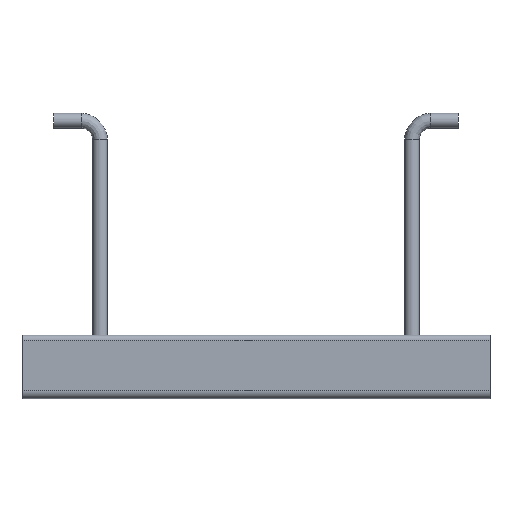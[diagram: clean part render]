
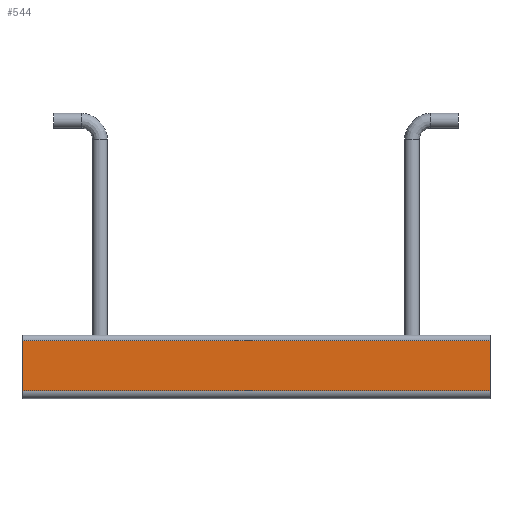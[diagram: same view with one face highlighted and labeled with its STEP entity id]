
A CAD part, front view. The second image highlights one B-rep face of the part: STEP entity #544.
In plain terms, the highlighted planar face has unit normal (0, -1, 0).
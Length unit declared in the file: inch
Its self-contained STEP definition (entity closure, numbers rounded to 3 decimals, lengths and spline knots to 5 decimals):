
#432=EDGE_CURVE('',#1056,#1057,#1058,.T.);
#478=EDGE_CURVE('',#982,#1056,#1129,.T.);
#544=ADVANCED_FACE('',(#1224),#1225,.T.);
#632=EDGE_CURVE('',#1351,#1057,#1352,.T.);
#808=EDGE_CURVE('',#1351,#982,#1560,.T.);
#982=VERTEX_POINT('',#1806);
#1056=VERTEX_POINT('',#1935);
#1057=VERTEX_POINT('',#1936);
#1058=LINE('',#1937,#1938);
#1129=LINE('',#2068,#2069);
#1224=FACE_OUTER_BOUND('',#2303,.T.);
#1225=PLANE('',#2304);
#1351=VERTEX_POINT('',#2605);
#1352=LINE('',#2606,#2607);
#1560=LINE('',#3026,#3027);
#1806=CARTESIAN_POINT('',(12.0,0.0,1.29001));
#1935=CARTESIAN_POINT('',(0.0,0.0,1.29001));
#1936=CARTESIAN_POINT('',(0.0,0.0,0.));
#1937=CARTESIAN_POINT('',(0.0,0.0,0.));
#1938=VECTOR('',#3501,1.0);
#2068=CARTESIAN_POINT('',(12.0,0.0,1.29001));
#2069=VECTOR('',#3578,1.);
#2303=EDGE_LOOP('',(#3673,#3674,#3675,#3676));
#2304=AXIS2_PLACEMENT_3D('',#3677,#3678,#3679);
#2605=CARTESIAN_POINT('',(12.0,0.0,0.));
#2606=CARTESIAN_POINT('',(12.0,0.0,0.));
#2607=VECTOR('',#3814,1.);
#3026=CARTESIAN_POINT('',(12.0,0.0,0.));
#3027=VECTOR('',#4007,1.0);
#3501=DIRECTION('',(0.0,0.0,-1.0));
#3578=DIRECTION('',(-1.0,0.0,0.0));
#3673=ORIENTED_EDGE('',*,*,#432,.T.);
#3674=ORIENTED_EDGE('',*,*,#632,.F.);
#3675=ORIENTED_EDGE('',*,*,#808,.T.);
#3676=ORIENTED_EDGE('',*,*,#478,.T.);
#3677=CARTESIAN_POINT('',(12.0,0.0,0.64501));
#3678=DIRECTION('',(0.0,-1.0,0.0));
#3679=DIRECTION('',(0.0,0.0,1.0));
#3814=DIRECTION('',(-1.0,0.0,0.0));
#4007=DIRECTION('',(0.0,0.0,1.0));
